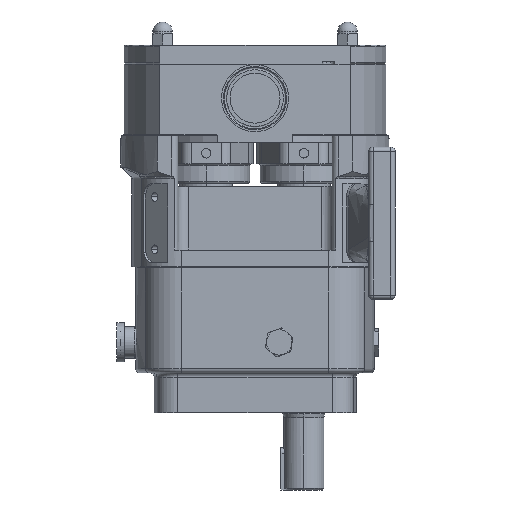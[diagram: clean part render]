
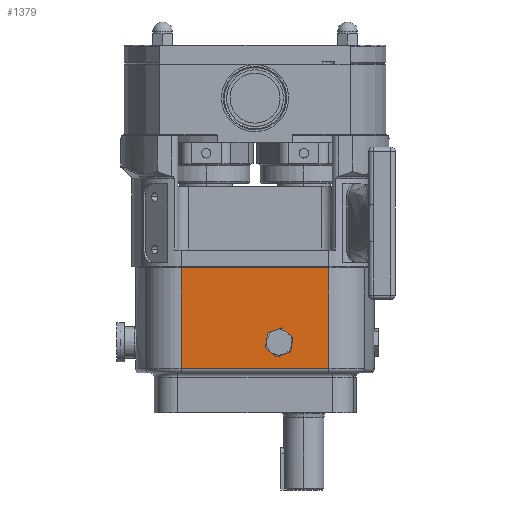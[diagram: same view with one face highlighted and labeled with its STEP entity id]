
A CAD part, left-side view. The second image highlights one B-rep face of the part: STEP entity #1379.
In plain terms, the highlighted planar face has unit normal (-1, 0, 0).
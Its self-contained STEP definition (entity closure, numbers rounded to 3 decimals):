
#1137 = VECTOR ( 'NONE', #3275, 1000. ) ;
#1184 = DIRECTION ( 'NONE',  ( 0., 0., -1. ) ) ;
#1194 = VERTEX_POINT ( 'NONE', #19561 ) ;
#1282 = CARTESIAN_POINT ( 'NONE',  ( -84., -12.108, -62.197 ) ) ;
#1379 = ADVANCED_FACE ( 'NONE', ( #14072, #27182 ), #14483, .F. ) ;
#1885 = EDGE_CURVE ( 'NONE', #15361, #21506, #18498, .T. ) ;
#2138 = EDGE_CURVE ( 'NONE', #6114, #21506, #6943, .T. ) ;
#2497 = VECTOR ( 'NONE', #12488, 1000. ) ;
#3082 = EDGE_CURVE ( 'NONE', #5653, #20396, #11051, .T. ) ;
#3275 = DIRECTION ( 'NONE',  ( 0., 0.156, -0.988 ) ) ;
#3405 = EDGE_LOOP ( 'NONE', ( #26194, #20091, #15223, #22080 ) ) ;
#3706 = VECTOR ( 'NONE', #27500, 1000. ) ;
#4176 = DIRECTION ( 'NONE',  ( 0., 0.933, -0.359 ) ) ;
#4654 = CARTESIAN_POINT ( 'NONE',  ( -84., -70.13, -96. ) ) ;
#4991 = CARTESIAN_POINT ( 'NONE',  ( -84., -70.13, 0. ) ) ;
#5653 = VERTEX_POINT ( 'NONE', #21695 ) ;
#6114 = VERTEX_POINT ( 'NONE', #7745 ) ;
#6649 = EDGE_CURVE ( 'NONE', #20396, #22792, #14408, .T. ) ;
#6943 = LINE ( 'NONE', #19930, #24218 ) ;
#7154 = DIRECTION ( 'NONE',  ( 0., 0.778, 0.629 ) ) ;
#7438 = DIRECTION ( 'NONE',  ( 1., 0., 0. ) ) ;
#7745 = CARTESIAN_POINT ( 'NONE',  ( -84., 70.13, -96. ) ) ;
#8291 = ORIENTED_EDGE ( 'NONE', *, *, #6649, .T. ) ;
#8603 = VECTOR ( 'NONE', #17664, 1000. ) ;
#8607 = LINE ( 'NONE', #26325, #22864 ) ;
#8622 = AXIS2_PLACEMENT_3D ( 'NONE', #9613, #7438, #1184 ) ;
#8817 = VERTEX_POINT ( 'NONE', #4654 ) ;
#8834 = EDGE_CURVE ( 'NONE', #6114, #8817, #16292, .T. ) ;
#9116 = VECTOR ( 'NONE', #4176, 1000. ) ;
#9613 = CARTESIAN_POINT ( 'NONE',  ( -84., -70.13, -100. ) ) ;
#9627 = ORIENTED_EDGE ( 'NONE', *, *, #26824, .T. ) ;
#10311 = EDGE_CURVE ( 'NONE', #22792, #1194, #24239, .T. ) ;
#11051 = LINE ( 'NONE', #19830, #8603 ) ;
#11230 = CARTESIAN_POINT ( 'NONE',  ( -84., -58.061, -114.933 ) ) ;
#12488 = DIRECTION ( 'NONE',  ( 0., -0.933, 0.359 ) ) ;
#13275 = VERTEX_POINT ( 'NONE', #1282 ) ;
#14072 = FACE_BOUND ( 'NONE', #23877, .T. ) ;
#14408 = LINE ( 'NONE', #23193, #1137 ) ;
#14483 = PLANE ( 'NONE',  #8622 ) ;
#14918 = CARTESIAN_POINT ( 'NONE',  ( -84., -49.969, -47.623 ) ) ;
#15223 = ORIENTED_EDGE ( 'NONE', *, *, #22570, .T. ) ;
#15361 = VERTEX_POINT ( 'NONE', #4991 ) ;
#16265 = CARTESIAN_POINT ( 'NONE',  ( -84., -7.704, -90.172 ) ) ;
#16292 = LINE ( 'NONE', #24567, #24451 ) ;
#16640 = CARTESIAN_POINT ( 'NONE',  ( -84., -33.892, -79.803 ) ) ;
#17506 = VERTEX_POINT ( 'NONE', #22972 ) ;
#17664 = DIRECTION ( 'NONE',  ( 0., -0.778, -0.629 ) ) ;
#18047 = DIRECTION ( 'NONE',  ( 0., 0., 1. ) ) ;
#18498 = LINE ( 'NONE', #27283, #22896 ) ;
#18706 = LINE ( 'NONE', #16265, #3706 ) ;
#19253 = EDGE_CURVE ( 'NONE', #17506, #13275, #18706, .T. ) ;
#19508 = EDGE_CURVE ( 'NONE', #1194, #17506, #24480, .T. ) ;
#19561 = CARTESIAN_POINT ( 'NONE',  ( -84., -20.822, -84.834 ) ) ;
#19830 = CARTESIAN_POINT ( 'NONE',  ( -84., -73.309, -96.067 ) ) ;
#19930 = CARTESIAN_POINT ( 'NONE',  ( -84., 70.13, -100. ) ) ;
#20091 = ORIENTED_EDGE ( 'NONE', *, *, #8834, .T. ) ;
#20396 = VERTEX_POINT ( 'NONE', #24375 ) ;
#20639 = DIRECTION ( 'NONE',  ( 0., -1., 0. ) ) ;
#20982 = LINE ( 'NONE', #14918, #2497 ) ;
#21254 = ORIENTED_EDGE ( 'NONE', *, *, #19508, .T. ) ;
#21506 = VERTEX_POINT ( 'NONE', #28206 ) ;
#21695 = CARTESIAN_POINT ( 'NONE',  ( -84., -25.178, -57.166 ) ) ;
#21710 = VECTOR ( 'NONE', #7154, 1000. ) ;
#22080 = ORIENTED_EDGE ( 'NONE', *, *, #1885, .T. ) ;
#22570 = EDGE_CURVE ( 'NONE', #8817, #15361, #8607, .T. ) ;
#22792 = VERTEX_POINT ( 'NONE', #16640 ) ;
#22864 = VECTOR ( 'NONE', #28355, 1000. ) ;
#22896 = VECTOR ( 'NONE', #22965, 1000. ) ;
#22965 = DIRECTION ( 'NONE',  ( 0., 1., 0. ) ) ;
#22972 = CARTESIAN_POINT ( 'NONE',  ( -84., -9.93, -76.031 ) ) ;
#23111 = ORIENTED_EDGE ( 'NONE', *, *, #3082, .T. ) ;
#23119 = ORIENTED_EDGE ( 'NONE', *, *, #19253, .T. ) ;
#23193 = CARTESIAN_POINT ( 'NONE',  ( -84., -31.666, -93.944 ) ) ;
#23295 = ORIENTED_EDGE ( 'NONE', *, *, #10311, .T. ) ;
#23798 = CARTESIAN_POINT ( 'NONE',  ( -84., -58.683, -70.261 ) ) ;
#23877 = EDGE_LOOP ( 'NONE', ( #8291, #23295, #21254, #23119, #9627, #23111 ) ) ;
#24218 = VECTOR ( 'NONE', #18047, 1000. ) ;
#24239 = LINE ( 'NONE', #23798, #9116 ) ;
#24375 = CARTESIAN_POINT ( 'NONE',  ( -84., -36.07, -65.969 ) ) ;
#24451 = VECTOR ( 'NONE', #20639, 1000. ) ;
#24480 = LINE ( 'NONE', #11230, #21710 ) ;
#24567 = CARTESIAN_POINT ( 'NONE',  ( -84., -70.13, -96. ) ) ;
#26194 = ORIENTED_EDGE ( 'NONE', *, *, #2138, .F. ) ;
#26325 = CARTESIAN_POINT ( 'NONE',  ( -84., -70.13, -100. ) ) ;
#26824 = EDGE_CURVE ( 'NONE', #13275, #5653, #20982, .T. ) ;
#27182 = FACE_OUTER_BOUND ( 'NONE', #3405, .T. ) ;
#27283 = CARTESIAN_POINT ( 'NONE',  ( -84., -70.13, 0. ) ) ;
#27500 = DIRECTION ( 'NONE',  ( 0., -0.156, 0.988 ) ) ;
#28206 = CARTESIAN_POINT ( 'NONE',  ( -84., 70.13, 0. ) ) ;
#28355 = DIRECTION ( 'NONE',  ( 0., 0., 1. ) ) ;
